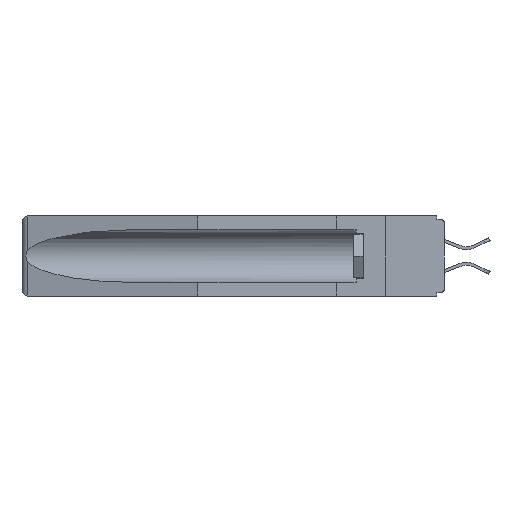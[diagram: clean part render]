
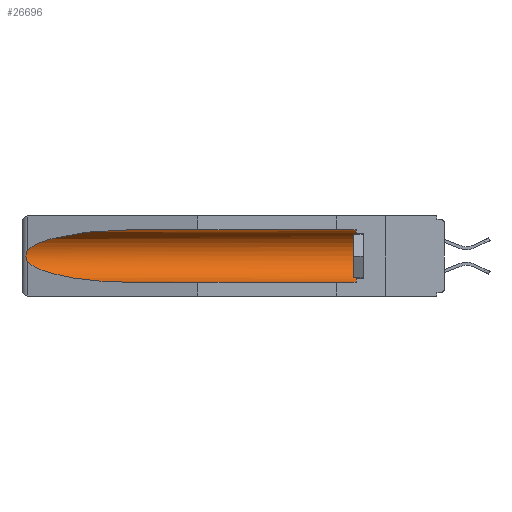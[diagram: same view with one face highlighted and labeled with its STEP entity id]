
A CAD part, left-side view. The second image highlights one B-rep face of the part: STEP entity #26696.
In plain terms, the highlighted cylindrical face has radius 2.857 mm (diameter 5.715 mm), a partial arc.
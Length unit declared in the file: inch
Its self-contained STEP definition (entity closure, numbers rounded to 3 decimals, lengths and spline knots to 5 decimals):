
#69 = AXIS2_PLACEMENT_3D ( 'NONE', #8614, #5945, #31267 ) ;
#681 = VECTOR ( 'NONE', #6335, 39.37008 ) ;
#852 = CARTESIAN_POINT ( 'NONE',  ( 0.155, 0.126, -0.284 ) ) ;
#1086 = CIRCLE ( 'NONE', #69, 0.1125 ) ;
#1109 = CARTESIAN_POINT ( 'NONE',  ( 0.26597, 1.52961, -0.15275 ) ) ;
#1268 = EDGE_CURVE ( 'NONE', #32353, #5818, #5265, .T. ) ;
#1658 = CARTESIAN_POINT ( 'NONE',  ( 0.21114, 1.30732, -0.059 ) ) ;
#2267 = LINE ( 'NONE', #6221, #681 ) ;
#3208 = DIRECTION ( 'NONE',  ( 0., 1., 0. ) ) ;
#3292 = CARTESIAN_POINT ( 'NONE',  ( 0.21114, 1.30732, -0.284 ) ) ;
#3420 = CARTESIAN_POINT ( 'NONE',  ( 0.155, -0.30754, -0.1715 ) ) ;
#3849 = ORIENTED_EDGE ( 'NONE', *, *, #29118, .T. ) ;
#3923 = FACE_OUTER_BOUND ( 'NONE', #5664, .T. ) ;
#4299 = CYLINDRICAL_SURFACE ( 'NONE', #4476, 0.1125 ) ;
#4476 = AXIS2_PLACEMENT_3D ( 'NONE', #3420, #3208, #5943 ) ;
#4820 = CARTESIAN_POINT ( 'NONE',  ( 0.155, -0.30754, -0.284 ) ) ;
#4849 =( BOUNDED_CURVE ( )  B_SPLINE_CURVE ( 3, ( #13456, #5918, #3292, #20850 ),
 .UNSPECIFIED., .F., .F. ) 
 B_SPLINE_CURVE_WITH_KNOTS ( ( 4, 4 ),
 ( 0.1948, 1.5708 ),
 .UNSPECIFIED. ) 
 CURVE ( )  GEOMETRIC_REPRESENTATION_ITEM ( )  RATIONAL_B_SPLINE_CURVE ( ( 1., 0.848, 0.848, 1. ) ) 
 REPRESENTATION_ITEM ( '' )  );
#5265 = B_SPLINE_CURVE_WITH_KNOTS ( 'NONE', 3,
 ( #16358, #1109, #6510, #6414, #21551, #18880, #21758, #28860, #31605, #6612 ),
 .UNSPECIFIED., .F., .F.,
 ( 4, 2, 2, 2, 4 ),
 ( 0., 0.00029, 0.00058, 0.00087, 0.00117 ),
 .UNSPECIFIED. ) ;
#5664 = EDGE_LOOP ( 'NONE', ( #11317, #7501, #22988, #23507, #31459, #3849 ) ) ;
#5818 = VERTEX_POINT ( 'NONE', #21622 ) ;
#5918 = CARTESIAN_POINT ( 'NONE',  ( 0.25451, 1.48313, -0.24835 ) ) ;
#5943 = DIRECTION ( 'NONE',  ( 0., 0., 1. ) ) ;
#5945 = DIRECTION ( 'NONE',  ( 0., -1., 0. ) ) ;
#6221 = CARTESIAN_POINT ( 'NONE',  ( 0.155, -0.30754, -0.059 ) ) ;
#6335 = DIRECTION ( 'NONE',  ( 0., 1., 0. ) ) ;
#6414 = CARTESIAN_POINT ( 'NONE',  ( 0.2673, 1.5327, -0.16383 ) ) ;
#6510 = CARTESIAN_POINT ( 'NONE',  ( 0.26654, 1.53092, -0.15636 ) ) ;
#6612 = CARTESIAN_POINT ( 'NONE',  ( 0.26537, 1.52718, -0.19328 ) ) ;
#7501 = ORIENTED_EDGE ( 'NONE', *, *, #1268, .T. ) ;
#8614 = CARTESIAN_POINT ( 'NONE',  ( 0.155, 0.126, -0.1715 ) ) ;
#10273 = CARTESIAN_POINT ( 'NONE',  ( 0.155, 0.126, -0.059 ) ) ;
#10887 = EDGE_CURVE ( 'NONE', #5818, #24083, #4849, .T. ) ;
#11317 = ORIENTED_EDGE ( 'NONE', *, *, #17325, .T. ) ;
#11613 = CARTESIAN_POINT ( 'NONE',  ( 0.155, 1.07973, -0.059 ) ) ;
#12134 = DIRECTION ( 'NONE',  ( 0., 1., 0. ) ) ;
#13456 = CARTESIAN_POINT ( 'NONE',  ( 0.26537, 1.52718, -0.19328 ) ) ;
#14672 = CARTESIAN_POINT ( 'NONE',  ( 0.25451, 1.48313, -0.09465 ) ) ;
#14967 = CARTESIAN_POINT ( 'NONE',  ( 0.155, 1.07973, -0.284 ) ) ;
#16358 = CARTESIAN_POINT ( 'NONE',  ( 0.26537, 1.52718, -0.14972 ) ) ;
#17325 = EDGE_CURVE ( 'NONE', #28965, #32353, #31820, .T. ) ;
#18880 = CARTESIAN_POINT ( 'NONE',  ( 0.2675, 1.53308, -0.17534 ) ) ;
#19194 = VECTOR ( 'NONE', #12134, 39.37008 ) ;
#20850 = CARTESIAN_POINT ( 'NONE',  ( 0.155, 1.07973, -0.284 ) ) ;
#21551 = CARTESIAN_POINT ( 'NONE',  ( 0.2675, 1.53308, -0.16763 ) ) ;
#21622 = CARTESIAN_POINT ( 'NONE',  ( 0.26537, 1.52718, -0.19328 ) ) ;
#21758 = CARTESIAN_POINT ( 'NONE',  ( 0.2673, 1.53269, -0.17917 ) ) ;
#21983 = CARTESIAN_POINT ( 'NONE',  ( 0.155, 1.07973, -0.059 ) ) ;
#22988 = ORIENTED_EDGE ( 'NONE', *, *, #10887, .T. ) ;
#23507 = ORIENTED_EDGE ( 'NONE', *, *, #29661, .F. ) ;
#24083 = VERTEX_POINT ( 'NONE', #14967 ) ;
#24521 = VERTEX_POINT ( 'NONE', #10273 ) ;
#24610 = CARTESIAN_POINT ( 'NONE',  ( 0.26537, 1.52718, -0.14972 ) ) ;
#25581 = LINE ( 'NONE', #4820, #19194 ) ;
#26696 = ADVANCED_FACE ( 'NONE', ( #3923 ), #4299, .F. ) ;
#28860 = CARTESIAN_POINT ( 'NONE',  ( 0.26655, 1.53094, -0.18657 ) ) ;
#28965 = VERTEX_POINT ( 'NONE', #11613 ) ;
#29118 = EDGE_CURVE ( 'NONE', #24521, #28965, #2267, .T. ) ;
#29661 = EDGE_CURVE ( 'NONE', #29774, #24083, #25581, .T. ) ;
#29774 = VERTEX_POINT ( 'NONE', #852 ) ;
#31267 = DIRECTION ( 'NONE',  ( 0., 0., 1. ) ) ;
#31459 = ORIENTED_EDGE ( 'NONE', *, *, #32564, .T. ) ;
#31605 = CARTESIAN_POINT ( 'NONE',  ( 0.26597, 1.5296, -0.19026 ) ) ;
#31763 = CARTESIAN_POINT ( 'NONE',  ( 0.26537, 1.52718, -0.14972 ) ) ;
#31820 =( BOUNDED_CURVE ( )  B_SPLINE_CURVE ( 3, ( #21983, #1658, #14672, #24610 ),
 .UNSPECIFIED., .F., .F. ) 
 B_SPLINE_CURVE_WITH_KNOTS ( ( 4, 4 ),
 ( 4.71239, 6.08839 ),
 .UNSPECIFIED. ) 
 CURVE ( )  GEOMETRIC_REPRESENTATION_ITEM ( )  RATIONAL_B_SPLINE_CURVE ( ( 1., 0.848, 0.848, 1. ) ) 
 REPRESENTATION_ITEM ( '' )  );
#32353 = VERTEX_POINT ( 'NONE', #31763 ) ;
#32564 = EDGE_CURVE ( 'NONE', #29774, #24521, #1086, .T. ) ;
